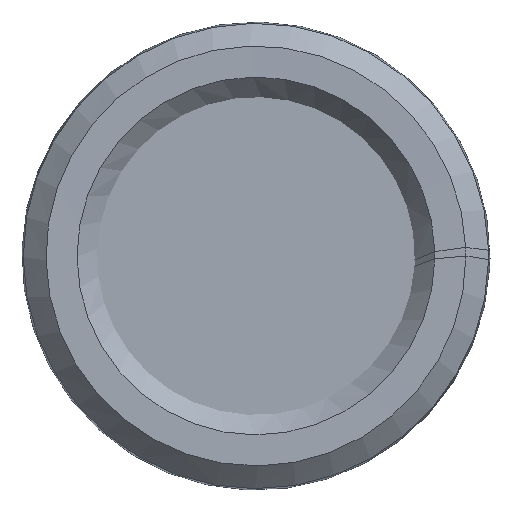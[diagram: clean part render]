
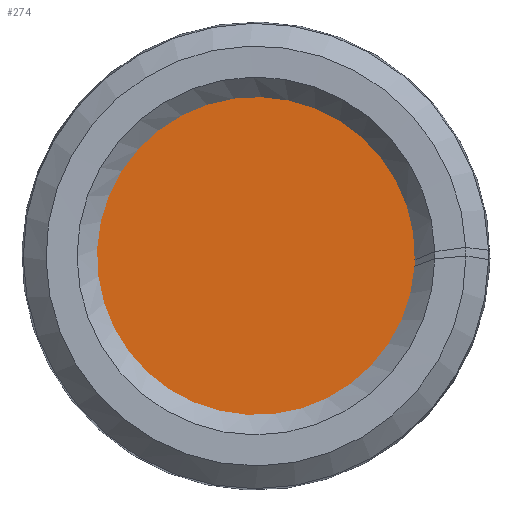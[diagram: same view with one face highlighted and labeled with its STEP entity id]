
A CAD part, top view. The second image highlights one B-rep face of the part: STEP entity #274.
In plain terms, the highlighted planar face has unit normal (0, 0, 1).
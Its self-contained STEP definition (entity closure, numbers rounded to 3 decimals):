
#82=PLANE('',#650);
#274=ADVANCED_FACE('',(#323),#82,.F.);
#323=FACE_OUTER_BOUND('',#345,.T.);
#345=EDGE_LOOP('',(#479));
#395=CIRCLE('',#649,41.21);
#479=ORIENTED_EDGE('',*,*,#579,.T.);
#529=VERTEX_POINT('',#1023);
#579=EDGE_CURVE('',#529,#529,#395,.T.);
#649=AXIS2_PLACEMENT_3D('',#1022,#734,#735);
#650=AXIS2_PLACEMENT_3D('',#1024,#736,#737);
#734=DIRECTION('',(0.,0.,1.));
#735=DIRECTION('',(1.,0.,0.));
#736=DIRECTION('',(0.,0.,-1.));
#737=DIRECTION('',(-1.,0.,0.));
#1022=CARTESIAN_POINT('',(0.,0.,-5.));
#1023=CARTESIAN_POINT('',(41.21,0.,-5.));
#1024=CARTESIAN_POINT('',(-15.,0.,-5.));
